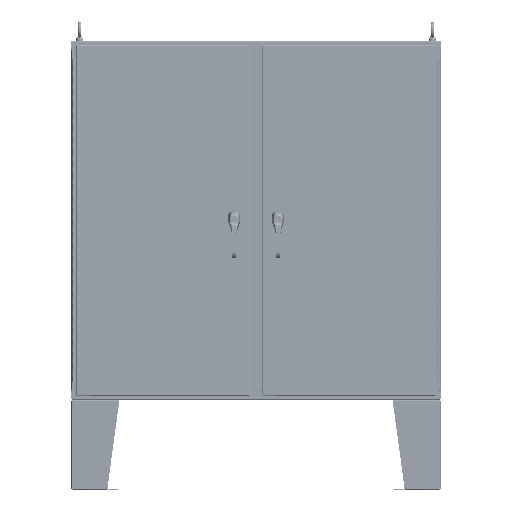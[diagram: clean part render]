
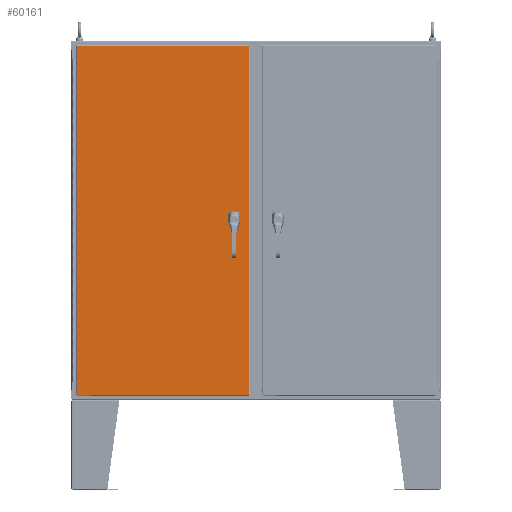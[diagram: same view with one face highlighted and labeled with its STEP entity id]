
A CAD part, top view. The second image highlights one B-rep face of the part: STEP entity #60161.
In plain terms, the highlighted planar face has unit normal (0, 0, 1).
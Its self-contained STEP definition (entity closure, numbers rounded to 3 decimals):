
#2397=FACE_BOUND('',#9295,.T.);
#2398=FACE_BOUND('',#9296,.T.);
#2399=FACE_BOUND('',#9297,.T.);
#2400=FACE_BOUND('',#9298,.T.);
#3551=PLANE('',#64246);
#5465=FACE_OUTER_BOUND('',#9294,.T.);
#9294=EDGE_LOOP('',(#42106,#42107,#42108,#42109));
#9295=EDGE_LOOP('',(#42110,#42111,#42112,#42113,#42114,#42115,#42116,#42117));
#9296=EDGE_LOOP('',(#42118));
#9297=EDGE_LOOP('',(#42119));
#9298=EDGE_LOOP('',(#42120));
#13482=CIRCLE('',#64192,0.453);
#13484=CIRCLE('',#64196,0.453);
#13486=CIRCLE('',#64200,0.453);
#13488=CIRCLE('',#64204,0.453);
#13490=CIRCLE('',#64207,0.14);
#13492=CIRCLE('',#64210,0.14);
#13494=CIRCLE('',#64213,0.14);
#16857=LINE('',#90881,#21688);
#16861=LINE('',#90893,#21692);
#16865=LINE('',#90905,#21696);
#16869=LINE('',#90917,#21700);
#16889=LINE('',#90988,#21720);
#16905=LINE('',#91110,#21736);
#16919=LINE('',#91227,#21750);
#16930=LINE('',#91338,#21761);
#21688=VECTOR('',#72257,0.427);
#21692=VECTOR('',#72269,0.427);
#21696=VECTOR('',#72281,0.427);
#21700=VECTOR('',#72293,0.427);
#21720=VECTOR('',#72349,58.295);
#21736=VECTOR('',#72379,28.67);
#21750=VECTOR('',#72407,58.295);
#21761=VECTOR('',#72430,28.67);
#26524=VERTEX_POINT('',#90878);
#26525=VERTEX_POINT('',#90880);
#26527=VERTEX_POINT('',#90886);
#26529=VERTEX_POINT('',#90892);
#26531=VERTEX_POINT('',#90898);
#26533=VERTEX_POINT('',#90904);
#26535=VERTEX_POINT('',#90910);
#26537=VERTEX_POINT('',#90916);
#26539=VERTEX_POINT('',#90925);
#26541=VERTEX_POINT('',#90930);
#26543=VERTEX_POINT('',#90935);
#26559=VERTEX_POINT('',#90976);
#26560=VERTEX_POINT('',#90987);
#26571=VERTEX_POINT('',#91099);
#26579=VERTEX_POINT('',#91216);
#32369=EDGE_CURVE('',#26525,#26524,#16857,.T.);
#32372=EDGE_CURVE('',#26527,#26525,#13482,.T.);
#32375=EDGE_CURVE('',#26529,#26527,#16861,.T.);
#32378=EDGE_CURVE('',#26531,#26529,#13484,.T.);
#32381=EDGE_CURVE('',#26533,#26531,#16865,.T.);
#32384=EDGE_CURVE('',#26535,#26533,#13486,.T.);
#32387=EDGE_CURVE('',#26537,#26535,#16869,.T.);
#32390=EDGE_CURVE('',#26524,#26537,#13488,.T.);
#32392=EDGE_CURVE('',#26539,#26539,#13490,.T.);
#32394=EDGE_CURVE('',#26541,#26541,#13492,.T.);
#32396=EDGE_CURVE('',#26543,#26543,#13494,.T.);
#32416=EDGE_CURVE('',#26560,#26559,#16889,.T.);
#32436=EDGE_CURVE('',#26559,#26571,#16905,.T.);
#32454=EDGE_CURVE('',#26571,#26579,#16919,.T.);
#32469=EDGE_CURVE('',#26579,#26560,#16930,.T.);
#42106=ORIENTED_EDGE('',*,*,#32416,.T.);
#42107=ORIENTED_EDGE('',*,*,#32436,.T.);
#42108=ORIENTED_EDGE('',*,*,#32454,.T.);
#42109=ORIENTED_EDGE('',*,*,#32469,.T.);
#42110=ORIENTED_EDGE('',*,*,#32369,.T.);
#42111=ORIENTED_EDGE('',*,*,#32390,.T.);
#42112=ORIENTED_EDGE('',*,*,#32387,.T.);
#42113=ORIENTED_EDGE('',*,*,#32384,.T.);
#42114=ORIENTED_EDGE('',*,*,#32381,.T.);
#42115=ORIENTED_EDGE('',*,*,#32378,.T.);
#42116=ORIENTED_EDGE('',*,*,#32375,.T.);
#42117=ORIENTED_EDGE('',*,*,#32372,.T.);
#42118=ORIENTED_EDGE('',*,*,#32392,.T.);
#42119=ORIENTED_EDGE('',*,*,#32394,.T.);
#42120=ORIENTED_EDGE('',*,*,#32396,.T.);
#60161=ADVANCED_FACE('',(#5465,#2397,#2398,#2399,#2400),#3551,.T.);
#64192=AXIS2_PLACEMENT_3D('',#90887,#72263,#72264);
#64196=AXIS2_PLACEMENT_3D('',#90899,#72275,#72276);
#64200=AXIS2_PLACEMENT_3D('',#90911,#72287,#72288);
#64204=AXIS2_PLACEMENT_3D('',#90921,#72299,#72300);
#64207=AXIS2_PLACEMENT_3D('',#90926,#72305,#72306);
#64210=AXIS2_PLACEMENT_3D('',#90931,#72311,#72312);
#64213=AXIS2_PLACEMENT_3D('',#90936,#72317,#72318);
#64246=AXIS2_PLACEMENT_3D('',#91441,#72455,#72456);
#72257=DIRECTION('',(0.,1.,0.));
#72263=DIRECTION('center_axis',(0.,0.,-1.));
#72264=DIRECTION('ref_axis',(-0.882,-0.471,0.));
#72269=DIRECTION('',(-1.,0.,0.));
#72275=DIRECTION('center_axis',(0.,0.,-1.));
#72276=DIRECTION('ref_axis',(0.471,-0.882,0.));
#72281=DIRECTION('',(0.,-1.,0.));
#72287=DIRECTION('center_axis',(0.,0.,-1.));
#72288=DIRECTION('ref_axis',(0.882,0.471,0.));
#72293=DIRECTION('',(1.,0.,0.));
#72299=DIRECTION('center_axis',(0.,0.,-1.));
#72300=DIRECTION('ref_axis',(-0.471,0.882,0.));
#72305=DIRECTION('center_axis',(0.,0.,-1.));
#72306=DIRECTION('ref_axis',(-1.,0.,0.));
#72311=DIRECTION('center_axis',(0.,0.,-1.));
#72312=DIRECTION('ref_axis',(-1.,0.,0.));
#72317=DIRECTION('center_axis',(0.,0.,-1.));
#72318=DIRECTION('ref_axis',(-1.,0.,0.));
#72349=DIRECTION('',(0.,1.,0.));
#72379=DIRECTION('',(-1.,0.,0.));
#72407=DIRECTION('',(0.,-1.,0.));
#72430=DIRECTION('',(1.,0.,0.));
#72455=DIRECTION('center_axis',(0.,0.,1.));
#72456=DIRECTION('ref_axis',(1.,0.,0.));
#90878=CARTESIAN_POINT('',(11.476,0.214,0.134));
#90880=CARTESIAN_POINT('',(11.476,-0.214,0.134));
#90881=CARTESIAN_POINT('',(11.476,0.107,0.134));
#90886=CARTESIAN_POINT('',(11.661,-0.399,0.134));
#90887=CARTESIAN_POINT('Origin',(11.875,0.,
0.134));
#90892=CARTESIAN_POINT('',(12.089,-0.399,0.134));
#90893=CARTESIAN_POINT('',(5.831,-0.4,0.134));
#90898=CARTESIAN_POINT('',(12.275,-0.214,0.134));
#90899=CARTESIAN_POINT('Origin',(11.875,0.,0.134));
#90904=CARTESIAN_POINT('',(12.275,0.214,0.134));
#90905=CARTESIAN_POINT('',(12.275,-0.107,0.134));
#90910=CARTESIAN_POINT('',(12.089,0.4,0.134));
#90911=CARTESIAN_POINT('Origin',(11.875,0.,0.134));
#90916=CARTESIAN_POINT('',(11.661,0.4,0.134));
#90917=CARTESIAN_POINT('',(6.044,0.4,0.134));
#90921=CARTESIAN_POINT('Origin',(11.875,0.,0.134));
#90925=CARTESIAN_POINT('',(12.015,0.885,0.134));
#90926=CARTESIAN_POINT('Origin',(11.875,0.885,0.134));
#90930=CARTESIAN_POINT('',(12.015,-0.886,0.134));
#90931=CARTESIAN_POINT('Origin',(11.875,-0.886,0.134));
#90935=CARTESIAN_POINT('',(12.015,-1.378,0.134));
#90936=CARTESIAN_POINT('Origin',(11.875,-1.378,0.134));
#90976=CARTESIAN_POINT('',(14.335,29.147,0.134));
#90987=CARTESIAN_POINT('',(14.335,-29.147,0.134));
#90988=CARTESIAN_POINT('',(14.335,-14.574,0.134));
#91099=CARTESIAN_POINT('',(-14.335,29.147,0.134));
#91110=CARTESIAN_POINT('',(7.167,29.147,0.134));
#91216=CARTESIAN_POINT('',(-14.335,-29.147,0.134));
#91227=CARTESIAN_POINT('',(-14.335,14.574,0.134));
#91338=CARTESIAN_POINT('',(-7.167,-29.147,0.134));
#91441=CARTESIAN_POINT('Origin',(0.,0.,
0.134));
